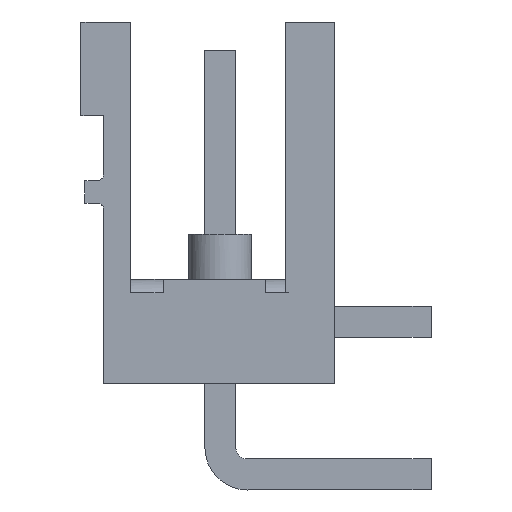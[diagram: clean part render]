
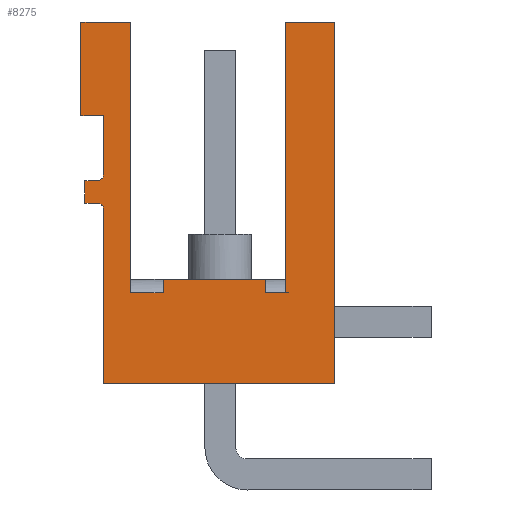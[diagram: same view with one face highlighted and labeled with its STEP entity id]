
A CAD part, left-side view. The second image highlights one B-rep face of the part: STEP entity #8275.
In plain terms, the highlighted planar face has unit normal (-1, 0, 0).
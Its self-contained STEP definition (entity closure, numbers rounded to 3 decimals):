
#8109=AXIS2_PLACEMENT_3D('Plane Axis2P3D',#8106,#8107,#8108) ;
#1473=CARTESIAN_POINT('Vertex',(0.,3.2,12.)) ;
#1478=CARTESIAN_POINT('Line Origine',(0.,3.2,6.)) ;
#1482=CARTESIAN_POINT('Vertex',(0.,3.2,0.)) ;
#8086=CARTESIAN_POINT('Line Origine',(0.,7.04,0.)) ;
#8090=CARTESIAN_POINT('Vertex',(0.,10.88,0.)) ;
#8106=CARTESIAN_POINT('Axis2P3D Location',(0.,1.7,0.)) ;
#8111=CARTESIAN_POINT('Line Origine',(0.,4.017,12.)) ;
#8115=CARTESIAN_POINT('Vertex',(0.,4.835,12.)) ;
#8118=CARTESIAN_POINT('Line Origine',(0.,4.835,7.5)) ;
#8122=CARTESIAN_POINT('Vertex',(0.,4.835,3.)) ;
#8125=CARTESIAN_POINT('Line Origine',(0.,5.167,3.)) ;
#8129=CARTESIAN_POINT('Vertex',(0.,5.5,3.)) ;
#8132=CARTESIAN_POINT('Line Origine',(0.,5.5,3.225)) ;
#8136=CARTESIAN_POINT('Vertex',(0.,5.5,3.45)) ;
#8139=CARTESIAN_POINT('Line Origine',(0.,7.2,3.45)) ;
#8143=CARTESIAN_POINT('Vertex',(0.,8.9,3.45)) ;
#8146=CARTESIAN_POINT('Line Origine',(0.,8.9,3.225)) ;
#8150=CARTESIAN_POINT('Vertex',(0.,8.9,3.)) ;
#8153=CARTESIAN_POINT('Line Origine',(0.,9.439,3.)) ;
#8157=CARTESIAN_POINT('Vertex',(0.,9.978,3.)) ;
#8160=CARTESIAN_POINT('Line Origine',(0.,9.978,7.5)) ;
#8164=CARTESIAN_POINT('Vertex',(0.,9.978,12.)) ;
#8167=CARTESIAN_POINT('Line Origine',(0.,10.804,12.)) ;
#8171=CARTESIAN_POINT('Vertex',(0.,11.63,12.)) ;
#8174=CARTESIAN_POINT('Line Origine',(0.,11.63,10.44)) ;
#8178=CARTESIAN_POINT('Vertex',(0.,11.63,8.88)) ;
#8181=CARTESIAN_POINT('Line Origine',(0.,11.255,8.88)) ;
#8185=CARTESIAN_POINT('Vertex',(0.,10.88,8.88)) ;
#8188=CARTESIAN_POINT('Line Origine',(0.,10.88,7.905)) ;
#8192=CARTESIAN_POINT('Vertex',(0.,10.88,6.93)) ;
#8196=CARTESIAN_POINT('Control Point',(0.,11.08,6.73)) ;
#8197=CARTESIAN_POINT('Control Point',(0.,11.055,6.73)) ;
#8198=CARTESIAN_POINT('Control Point',(0.,11.03,6.734)) ;
#8199=CARTESIAN_POINT('Control Point',(0.,11.005,6.742)) ;
#8200=CARTESIAN_POINT('Control Point',(0.,10.96,6.765)) ;
#8201=CARTESIAN_POINT('Control Point',(0.,10.924,6.801)) ;
#8202=CARTESIAN_POINT('Control Point',(0.,10.909,6.823)) ;
#8203=CARTESIAN_POINT('Control Point',(0.,10.892,6.856)) ;
#8204=CARTESIAN_POINT('Control Point',(0.,10.883,6.893)) ;
#8205=CARTESIAN_POINT('Control Point',(0.,10.881,6.905)) ;
#8206=CARTESIAN_POINT('Control Point',(0.,10.88,6.918)) ;
#8207=CARTESIAN_POINT('Control Point',(0.,10.88,6.93)) ;
#8208=CARTESIAN_POINT('Vertex',(0.,11.08,6.73)) ;
#8211=CARTESIAN_POINT('Line Origine',(0.,11.29,6.73)) ;
#8215=CARTESIAN_POINT('Vertex',(0.,11.5,6.73)) ;
#8218=CARTESIAN_POINT('Line Origine',(0.,11.5,6.355)) ;
#8222=CARTESIAN_POINT('Vertex',(0.,11.5,5.98)) ;
#8225=CARTESIAN_POINT('Line Origine',(0.,11.29,5.98)) ;
#8229=CARTESIAN_POINT('Vertex',(0.,11.08,5.98)) ;
#8233=CARTESIAN_POINT('Control Point',(0.,10.88,5.78)) ;
#8234=CARTESIAN_POINT('Control Point',(0.,10.88,5.805)) ;
#8235=CARTESIAN_POINT('Control Point',(0.,10.884,5.83)) ;
#8236=CARTESIAN_POINT('Control Point',(0.,10.892,5.855)) ;
#8237=CARTESIAN_POINT('Control Point',(0.,10.915,5.9)) ;
#8238=CARTESIAN_POINT('Control Point',(0.,10.951,5.936)) ;
#8239=CARTESIAN_POINT('Control Point',(0.,10.973,5.951)) ;
#8240=CARTESIAN_POINT('Control Point',(0.,11.006,5.968)) ;
#8241=CARTESIAN_POINT('Control Point',(0.,11.043,5.977)) ;
#8242=CARTESIAN_POINT('Control Point',(0.,11.055,5.979)) ;
#8243=CARTESIAN_POINT('Control Point',(0.,11.068,5.98)) ;
#8244=CARTESIAN_POINT('Control Point',(0.,11.08,5.98)) ;
#8245=CARTESIAN_POINT('Vertex',(0.,10.88,5.78)) ;
#8248=CARTESIAN_POINT('Line Origine',(0.,10.88,2.89)) ;
#1479=DIRECTION('Vector Direction',(0.,0.,1.)) ;
#8087=DIRECTION('Vector Direction',(0.,1.,0.)) ;
#8107=DIRECTION('Axis2P3D Direction',(-1.,0.,0.)) ;
#8108=DIRECTION('Axis2P3D XDirection',(0.,0.,1.)) ;
#8112=DIRECTION('Vector Direction',(0.,-1.,0.)) ;
#8119=DIRECTION('Vector Direction',(0.,0.,1.)) ;
#8126=DIRECTION('Vector Direction',(0.,1.,0.)) ;
#8133=DIRECTION('Vector Direction',(0.,0.,1.)) ;
#8140=DIRECTION('Vector Direction',(0.,-1.,0.)) ;
#8147=DIRECTION('Vector Direction',(0.,0.,1.)) ;
#8154=DIRECTION('Vector Direction',(0.,1.,0.)) ;
#8161=DIRECTION('Vector Direction',(0.,0.,1.)) ;
#8168=DIRECTION('Vector Direction',(0.,-1.,0.)) ;
#8175=DIRECTION('Vector Direction',(0.,0.,-1.)) ;
#8182=DIRECTION('Vector Direction',(0.,1.,0.)) ;
#8189=DIRECTION('Vector Direction',(0.,0.,1.)) ;
#8212=DIRECTION('Vector Direction',(0.,-1.,0.)) ;
#8219=DIRECTION('Vector Direction',(0.,0.,1.)) ;
#8226=DIRECTION('Vector Direction',(0.,1.,0.)) ;
#8249=DIRECTION('Vector Direction',(0.,0.,1.)) ;
#1480=VECTOR('Line Direction',#1479,1.) ;
#8088=VECTOR('Line Direction',#8087,1.) ;
#8113=VECTOR('Line Direction',#8112,1.) ;
#8120=VECTOR('Line Direction',#8119,1.) ;
#8127=VECTOR('Line Direction',#8126,1.) ;
#8134=VECTOR('Line Direction',#8133,1.) ;
#8141=VECTOR('Line Direction',#8140,1.) ;
#8148=VECTOR('Line Direction',#8147,1.) ;
#8155=VECTOR('Line Direction',#8154,1.) ;
#8162=VECTOR('Line Direction',#8161,1.) ;
#8169=VECTOR('Line Direction',#8168,1.) ;
#8176=VECTOR('Line Direction',#8175,1.) ;
#8183=VECTOR('Line Direction',#8182,1.) ;
#8190=VECTOR('Line Direction',#8189,1.) ;
#8213=VECTOR('Line Direction',#8212,1.) ;
#8220=VECTOR('Line Direction',#8219,1.) ;
#8227=VECTOR('Line Direction',#8226,1.) ;
#8250=VECTOR('Line Direction',#8249,1.) ;
#8254=ORIENTED_EDGE('',*,*,#1484,.T.) ;
#8255=ORIENTED_EDGE('',*,*,#8117,.T.) ;
#8256=ORIENTED_EDGE('',*,*,#8124,.T.) ;
#8257=ORIENTED_EDGE('',*,*,#8131,.T.) ;
#8258=ORIENTED_EDGE('',*,*,#8138,.T.) ;
#8259=ORIENTED_EDGE('',*,*,#8145,.T.) ;
#8260=ORIENTED_EDGE('',*,*,#8152,.T.) ;
#8261=ORIENTED_EDGE('',*,*,#8159,.T.) ;
#8262=ORIENTED_EDGE('',*,*,#8166,.T.) ;
#8263=ORIENTED_EDGE('',*,*,#8173,.T.) ;
#8264=ORIENTED_EDGE('',*,*,#8180,.T.) ;
#8265=ORIENTED_EDGE('',*,*,#8187,.T.) ;
#8266=ORIENTED_EDGE('',*,*,#8194,.T.) ;
#8267=ORIENTED_EDGE('',*,*,#8210,.T.) ;
#8268=ORIENTED_EDGE('',*,*,#8217,.T.) ;
#8269=ORIENTED_EDGE('',*,*,#8224,.T.) ;
#8270=ORIENTED_EDGE('',*,*,#8231,.T.) ;
#8271=ORIENTED_EDGE('',*,*,#8247,.T.) ;
#8272=ORIENTED_EDGE('',*,*,#8252,.T.) ;
#8273=ORIENTED_EDGE('',*,*,#8092,.T.) ;
#8275=ADVANCED_FACE('HOUSING',(#8274),#8110,.T.) ;
#8195=B_SPLINE_CURVE_WITH_KNOTS('',5,(#8196,#8197,#8198,#8199,#8200,#8201,#8202,#8203,#8204,#8205,#8206,#8207),.UNSPECIFIED.,.F.,.U.,(6,3,3,6),(0.,0.177,0.354,0.443),.UNSPECIFIED.) ;
#8232=B_SPLINE_CURVE_WITH_KNOTS('',5,(#8233,#8234,#8235,#8236,#8237,#8238,#8239,#8240,#8241,#8242,#8243,#8244),.UNSPECIFIED.,.F.,.U.,(6,3,3,6),(0.,0.177,0.354,0.443),.UNSPECIFIED.) ;
#1484=EDGE_CURVE('',#1483,#1474,#1481,.T.) ;
#8092=EDGE_CURVE('',#8091,#1483,#8089,.F.) ;
#8117=EDGE_CURVE('',#1474,#8116,#8114,.F.) ;
#8124=EDGE_CURVE('',#8116,#8123,#8121,.F.) ;
#8131=EDGE_CURVE('',#8123,#8130,#8128,.T.) ;
#8138=EDGE_CURVE('',#8130,#8137,#8135,.T.) ;
#8145=EDGE_CURVE('',#8137,#8144,#8142,.F.) ;
#8152=EDGE_CURVE('',#8144,#8151,#8149,.F.) ;
#8159=EDGE_CURVE('',#8151,#8158,#8156,.T.) ;
#8166=EDGE_CURVE('',#8158,#8165,#8163,.T.) ;
#8173=EDGE_CURVE('',#8165,#8172,#8170,.F.) ;
#8180=EDGE_CURVE('',#8172,#8179,#8177,.T.) ;
#8187=EDGE_CURVE('',#8179,#8186,#8184,.F.) ;
#8194=EDGE_CURVE('',#8186,#8193,#8191,.F.) ;
#8210=EDGE_CURVE('',#8193,#8209,#8195,.F.) ;
#8217=EDGE_CURVE('',#8209,#8216,#8214,.F.) ;
#8224=EDGE_CURVE('',#8216,#8223,#8221,.F.) ;
#8231=EDGE_CURVE('',#8223,#8230,#8228,.F.) ;
#8247=EDGE_CURVE('',#8230,#8246,#8232,.F.) ;
#8252=EDGE_CURVE('',#8246,#8091,#8251,.F.) ;
#8253=EDGE_LOOP('',(#8254,#8255,#8256,#8257,#8258,#8259,#8260,#8261,#8262,#8263,#8264,#8265,#8266,#8267,#8268,#8269,#8270,#8271,#8272,#8273)) ;
#8274=FACE_OUTER_BOUND('',#8253,.T.) ;
#1481=LINE('Line',#1478,#1480) ;
#8089=LINE('Line',#8086,#8088) ;
#8114=LINE('Line',#8111,#8113) ;
#8121=LINE('Line',#8118,#8120) ;
#8128=LINE('Line',#8125,#8127) ;
#8135=LINE('Line',#8132,#8134) ;
#8142=LINE('Line',#8139,#8141) ;
#8149=LINE('Line',#8146,#8148) ;
#8156=LINE('Line',#8153,#8155) ;
#8163=LINE('Line',#8160,#8162) ;
#8170=LINE('Line',#8167,#8169) ;
#8177=LINE('Line',#8174,#8176) ;
#8184=LINE('Line',#8181,#8183) ;
#8191=LINE('Line',#8188,#8190) ;
#8214=LINE('Line',#8211,#8213) ;
#8221=LINE('Line',#8218,#8220) ;
#8228=LINE('Line',#8225,#8227) ;
#8251=LINE('Line',#8248,#8250) ;
#8110=PLANE('',#8109) ;
#1474=VERTEX_POINT('',#1473) ;
#1483=VERTEX_POINT('',#1482) ;
#8091=VERTEX_POINT('',#8090) ;
#8116=VERTEX_POINT('',#8115) ;
#8123=VERTEX_POINT('',#8122) ;
#8130=VERTEX_POINT('',#8129) ;
#8137=VERTEX_POINT('',#8136) ;
#8144=VERTEX_POINT('',#8143) ;
#8151=VERTEX_POINT('',#8150) ;
#8158=VERTEX_POINT('',#8157) ;
#8165=VERTEX_POINT('',#8164) ;
#8172=VERTEX_POINT('',#8171) ;
#8179=VERTEX_POINT('',#8178) ;
#8186=VERTEX_POINT('',#8185) ;
#8193=VERTEX_POINT('',#8192) ;
#8209=VERTEX_POINT('',#8208) ;
#8216=VERTEX_POINT('',#8215) ;
#8223=VERTEX_POINT('',#8222) ;
#8230=VERTEX_POINT('',#8229) ;
#8246=VERTEX_POINT('',#8245) ;
